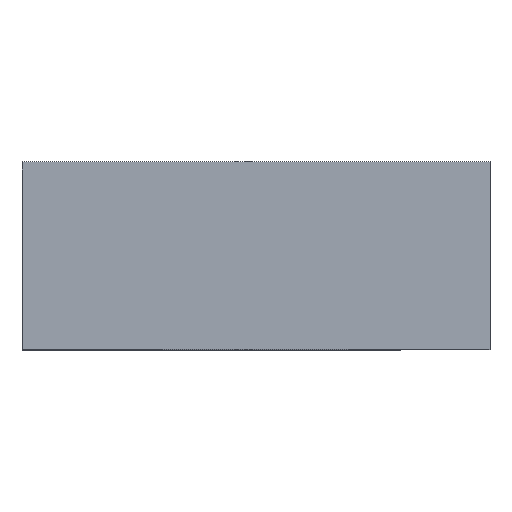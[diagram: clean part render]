
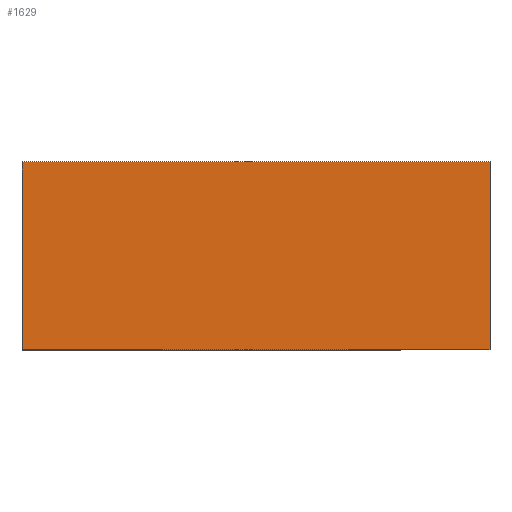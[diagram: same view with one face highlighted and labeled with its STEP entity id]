
A CAD part, top view. The second image highlights one B-rep face of the part: STEP entity #1629.
In plain terms, the highlighted planar face has unit normal (0, 0, 1).
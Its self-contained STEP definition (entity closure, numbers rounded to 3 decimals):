
#10 = CARTESIAN_POINT ( 'NONE',  ( -2.5, 0.75, 1.575 ) ) ;
#13 = VECTOR ( 'NONE', #106, 1000. ) ;
#71 = DIRECTION ( 'NONE',  ( -1., 0., 0. ) ) ;
#78 = PLANE ( 'NONE',  #1316 ) ;
#87 = DIRECTION ( 'NONE',  ( 0., 0., -1. ) ) ;
#106 = DIRECTION ( 'NONE',  ( 0., -1., 0. ) ) ;
#119 = LINE ( 'NONE', #276, #373 ) ;
#221 = LINE ( 'NONE', #361, #567 ) ;
#232 = CARTESIAN_POINT ( 'NONE',  ( 2.5, 1.25, 1.575 ) ) ;
#255 = ORIENTED_EDGE ( 'NONE', *, *, #1337, .F. ) ;
#276 = CARTESIAN_POINT ( 'NONE',  ( -2.5, 1.25, 1.575 ) ) ;
#294 = ORIENTED_EDGE ( 'NONE', *, *, #1205, .T. ) ;
#341 = CARTESIAN_POINT ( 'NONE',  ( 0., 0.75, 1.575 ) ) ;
#361 = CARTESIAN_POINT ( 'NONE',  ( 0., -1.25, 1.575 ) ) ;
#373 = VECTOR ( 'NONE', #1055, 1000. ) ;
#547 = EDGE_CURVE ( 'NONE', #585, #1544, #119, .T. ) ;
#567 = VECTOR ( 'NONE', #1723, 1000. ) ;
#585 = VERTEX_POINT ( 'NONE', #10 ) ;
#628 = FACE_OUTER_BOUND ( 'NONE', #1662, .T. ) ;
#846 = VERTEX_POINT ( 'NONE', #1053 ) ;
#1021 = CARTESIAN_POINT ( 'NONE',  ( 0., 1.25, 1.575 ) ) ;
#1053 = CARTESIAN_POINT ( 'NONE',  ( 2.5, 0.75, 1.575 ) ) ;
#1055 = DIRECTION ( 'NONE',  ( 0., -1., 0. ) ) ;
#1086 = VECTOR ( 'NONE', #71, 1000. ) ;
#1108 = EDGE_CURVE ( 'NONE', #846, #1477, #1572, .T. ) ;
#1149 = ORIENTED_EDGE ( 'NONE', *, *, #547, .T. ) ;
#1150 = CARTESIAN_POINT ( 'NONE',  ( -2.5, -1.25, 1.575 ) ) ;
#1181 = DIRECTION ( 'NONE',  ( -1., 0., 0. ) ) ;
#1205 = EDGE_CURVE ( 'NONE', #846, #585, #1666, .T. ) ;
#1272 = CARTESIAN_POINT ( 'NONE',  ( 2.5, -1.25, 1.575 ) ) ;
#1316 = AXIS2_PLACEMENT_3D ( 'NONE', #1021, #87, #1181 ) ;
#1337 = EDGE_CURVE ( 'NONE', #1477, #1544, #221, .T. ) ;
#1477 = VERTEX_POINT ( 'NONE', #1272 ) ;
#1544 = VERTEX_POINT ( 'NONE', #1150 ) ;
#1552 = ORIENTED_EDGE ( 'NONE', *, *, #1108, .F. ) ;
#1572 = LINE ( 'NONE', #232, #13 ) ;
#1629 = ADVANCED_FACE ( 'NONE', ( #628 ), #78, .F. ) ;
#1662 = EDGE_LOOP ( 'NONE', ( #294, #1149, #255, #1552 ) ) ;
#1666 = LINE ( 'NONE', #341, #1086 ) ;
#1723 = DIRECTION ( 'NONE',  ( -1., 0., 0. ) ) ;
